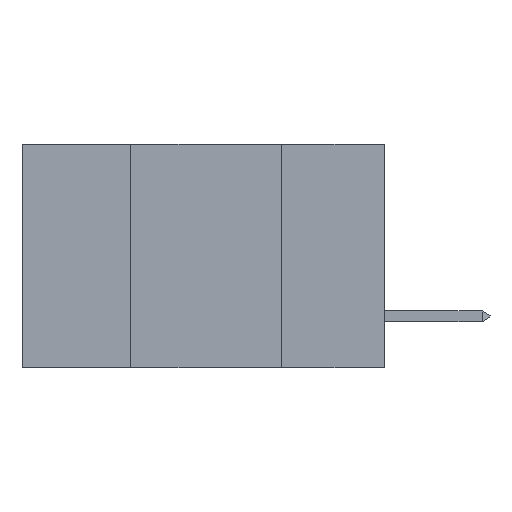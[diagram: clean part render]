
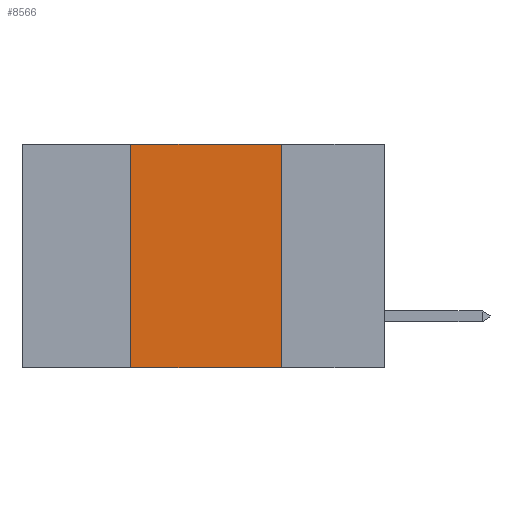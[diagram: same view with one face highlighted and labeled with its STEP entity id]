
A CAD part, left-side view. The second image highlights one B-rep face of the part: STEP entity #8566.
In plain terms, the highlighted planar face has unit normal (-1, 0, 0).
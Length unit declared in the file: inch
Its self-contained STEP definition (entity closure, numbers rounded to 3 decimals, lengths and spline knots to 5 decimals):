
#1037 = LINE ( 'NONE', #10812, #34400 ) ;
#1632 = CARTESIAN_POINT ( 'NONE',  ( 0., 0.42, 0. ) ) ;
#4823 = VERTEX_POINT ( 'NONE', #31193 ) ;
#5130 = VECTOR ( 'NONE', #8789, 39.37008 ) ;
#5179 = EDGE_CURVE ( 'NONE', #4823, #39077, #30317, .T. ) ;
#6133 = DIRECTION ( 'NONE',  ( 0., 0., -1. ) ) ;
#8566 = ADVANCED_FACE ( 'NONE', ( #34086 ), #19175, .F. ) ;
#8789 = DIRECTION ( 'NONE',  ( 0., -1., 0. ) ) ;
#9641 = EDGE_CURVE ( 'NONE', #35841, #16153, #20635, .T. ) ;
#10812 = CARTESIAN_POINT ( 'NONE',  ( 0., 0.17, 0. ) ) ;
#11025 = LINE ( 'NONE', #1632, #28066 ) ;
#12200 = EDGE_CURVE ( 'NONE', #39077, #16153, #1037, .T. ) ;
#15136 = CARTESIAN_POINT ( 'NONE',  ( 0., 0.17, 0. ) ) ;
#16153 = VERTEX_POINT ( 'NONE', #25443 ) ;
#18578 = ORIENTED_EDGE ( 'NONE', *, *, #5179, .F. ) ;
#19175 = PLANE ( 'NONE',  #31122 ) ;
#20635 = LINE ( 'NONE', #21224, #5130 ) ;
#21224 = CARTESIAN_POINT ( 'NONE',  ( 0., 0.6, -0.37 ) ) ;
#21635 = CARTESIAN_POINT ( 'NONE',  ( 0., 0.42, -0.37 ) ) ;
#25443 = CARTESIAN_POINT ( 'NONE',  ( 0., 0.17, -0.37 ) ) ;
#27473 = CARTESIAN_POINT ( 'NONE',  ( 0., 0.6, 0. ) ) ;
#28066 = VECTOR ( 'NONE', #32234, 39.37008 ) ;
#28361 = VECTOR ( 'NONE', #39728, 39.37008 ) ;
#30317 = LINE ( 'NONE', #27473, #28361 ) ;
#31122 = AXIS2_PLACEMENT_3D ( 'NONE', #37547, #31238, #6133 ) ;
#31193 = CARTESIAN_POINT ( 'NONE',  ( 0., 0.42, 0. ) ) ;
#31238 = DIRECTION ( 'NONE',  ( 1., 0., 0. ) ) ;
#32234 = DIRECTION ( 'NONE',  ( 0., 0., 1. ) ) ;
#34086 = FACE_OUTER_BOUND ( 'NONE', #38501, .T. ) ;
#34400 = VECTOR ( 'NONE', #38767, 39.37008 ) ;
#35841 = VERTEX_POINT ( 'NONE', #21635 ) ;
#36048 = EDGE_CURVE ( 'NONE', #35841, #4823, #11025, .T. ) ;
#36112 = ORIENTED_EDGE ( 'NONE', *, *, #36048, .F. ) ;
#37547 = CARTESIAN_POINT ( 'NONE',  ( 0., 0.6, 0. ) ) ;
#38496 = ORIENTED_EDGE ( 'NONE', *, *, #12200, .F. ) ;
#38501 = EDGE_LOOP ( 'NONE', ( #38496, #18578, #36112, #39996 ) ) ;
#38767 = DIRECTION ( 'NONE',  ( 0., 0., -1. ) ) ;
#39077 = VERTEX_POINT ( 'NONE', #15136 ) ;
#39728 = DIRECTION ( 'NONE',  ( 0., -1., 0. ) ) ;
#39996 = ORIENTED_EDGE ( 'NONE', *, *, #9641, .T. ) ;
